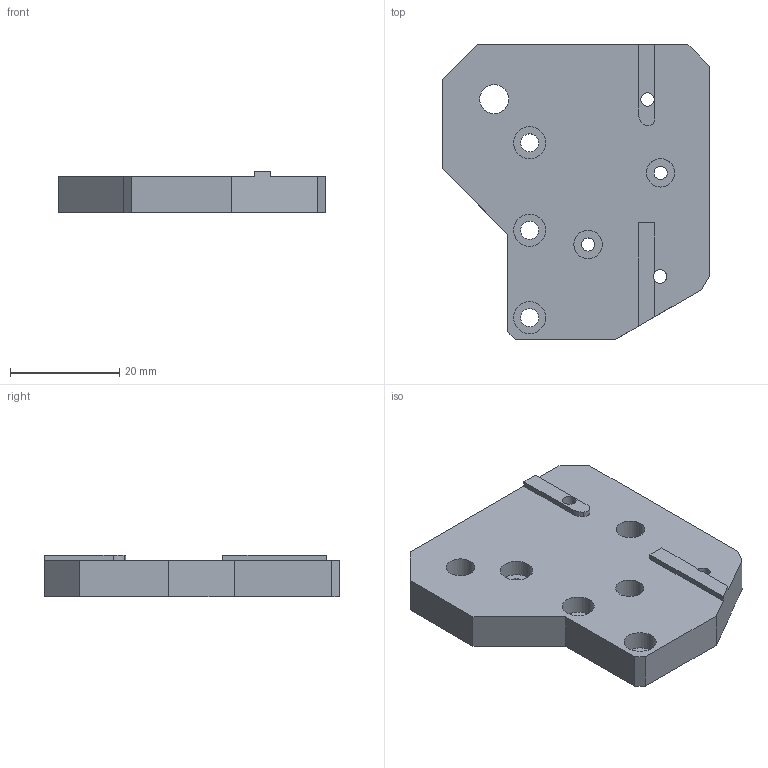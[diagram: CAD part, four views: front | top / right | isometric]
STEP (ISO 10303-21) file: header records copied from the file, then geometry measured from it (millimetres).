
FILE_DESCRIPTION(/* description */ (''),/* implementation_level */ '2;1');
FILE_NAME(/* name */ 'Bottom Right.step',/* time_stamp */ '2024-11-17T02:13:54+08:00',/* author */ (''),/* organization */ (''),/* preprocessor_version */ 'ST-DEVELOPER v20',/* originating_system */ 'Autodesk Translation Framework v13.20.0.188',/* authorisation */ '');
FILE_SCHEMA (('AUTOMOTIVE_DESIGN { 1 0 10303 214 3 1 1 }'));
Length unit declared in the file: millimetre
Products named in the file (2): (未保存); left_bottom_MGN9_r1
Assembly tree (1 placements, depth 2):
  (未保存)
    left_bottom_MGN9_r1
Bounding box: 49 x 54 x 7.6 mm (x, y, z)
Volume: 13878.7 mm3; surface area: 6323.8 mm2
Topology: 1 solids, 1 shells, 43 faces, 108 edges, 72 vertices
Faces by surface type: plane 27, cylinder 16
Full cylindrical faces by diameter (mm): 2.4 x2, 2.5 x2, 3.3 x3, 5.2 x2, 5.3 x1, 5.9 x3, 9.8 x1
Entity records: 1388 total; most frequent: DIRECTION 234, CARTESIAN_POINT 226, ORIENTED_EDGE 216, EDGE_CURVE 108, AXIS2_PLACEMENT_3D 80, LINE 74, VECTOR 74, VERTEX_POINT 72
